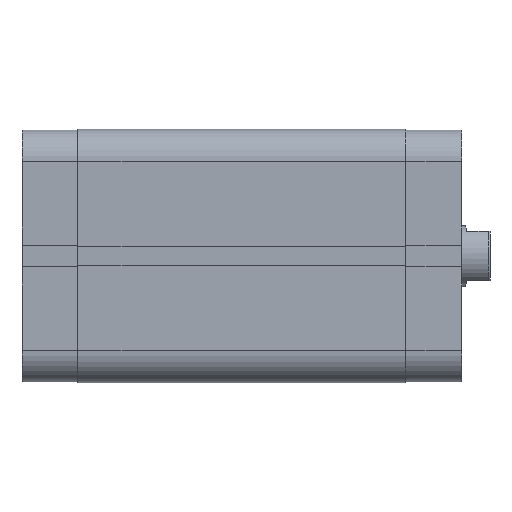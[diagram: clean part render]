
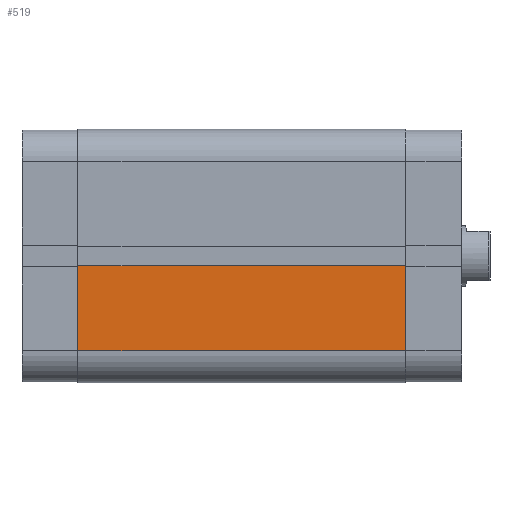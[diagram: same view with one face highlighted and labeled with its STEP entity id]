
A CAD part, front view. The second image highlights one B-rep face of the part: STEP entity #519.
In plain terms, the highlighted planar face has unit normal (0, -1, 0).
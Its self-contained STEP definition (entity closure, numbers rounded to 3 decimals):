
#519 = ADVANCED_FACE ( 'NONE', ( #3119 ), #1261, .F. ) ;
#635 = VERTEX_POINT ( 'NONE', #1667 ) ;
#647 = VERTEX_POINT ( 'NONE', #1679 ) ;
#660 = VERTEX_POINT ( 'NONE', #1692 ) ;
#678 = VERTEX_POINT ( 'NONE', #1710 ) ;
#1260 = CARTESIAN_POINT ( 'NONE',  ( 0., -33.5, 86.5 ) ) ;
#1261 = PLANE ( 'NONE',  #6260 ) ;
#1263 = DIRECTION ( 'NONE',  ( 0., 1., 0. ) ) ;
#1264 = DIRECTION ( 'NONE',  ( 0., 0., 1. ) ) ;
#1667 = CARTESIAN_POINT ( 'NONE',  ( -2.6, -33.5, 86.5 ) ) ;
#1679 = CARTESIAN_POINT ( 'NONE',  ( -25., -33.5, 0. ) ) ;
#1692 = CARTESIAN_POINT ( 'NONE',  ( -25., -33.5, 86.5 ) ) ;
#1710 = CARTESIAN_POINT ( 'NONE',  ( -2.6, -33.5, 0. ) ) ;
#2573 = EDGE_LOOP ( 'NONE', ( #2791, #2790, #2789, #2788 ) ) ;
#2788 = ORIENTED_EDGE ( 'NONE', *, *, #6054, .T. ) ;
#2789 = ORIENTED_EDGE ( 'NONE', *, *, #6047, .F. ) ;
#2790 = ORIENTED_EDGE ( 'NONE', *, *, #6086, .F. ) ;
#2791 = ORIENTED_EDGE ( 'NONE', *, *, #6018, .T. ) ;
#3119 = FACE_OUTER_BOUND ( 'NONE', #2573, .T. ) ;
#4458 = CARTESIAN_POINT ( 'NONE',  ( 0., -33.5, 0. ) ) ;
#4459 = DIRECTION ( 'NONE',  ( 1., 0., 0. ) ) ;
#4534 = CARTESIAN_POINT ( 'NONE',  ( 0., -33.5, 86.5 ) ) ;
#4544 = DIRECTION ( 'NONE',  ( 1., 0., 0. ) ) ;
#4559 = CARTESIAN_POINT ( 'NONE',  ( -25., -33.5, 86.5 ) ) ;
#4560 = DIRECTION ( 'NONE',  ( 0., 0., -1. ) ) ;
#4639 = CARTESIAN_POINT ( 'NONE',  ( -2.6, -33.5, 86.5 ) ) ;
#4640 = DIRECTION ( 'NONE',  ( 0., 0., -1. ) ) ;
#5474 = LINE ( 'NONE', #4458, #5475 ) ;
#5475 = VECTOR ( 'NONE', #4459, 1000. ) ;
#5518 = LINE ( 'NONE', #4534, #5520 ) ;
#5520 = VECTOR ( 'NONE', #4544, 1000. ) ;
#5531 = LINE ( 'NONE', #4559, #5532 ) ;
#5532 = VECTOR ( 'NONE', #4560, 1000. ) ;
#5590 = LINE ( 'NONE', #4639, #5591 ) ;
#5591 = VECTOR ( 'NONE', #4640, 1000. ) ;
#6018 = EDGE_CURVE ( 'NONE', #647, #678, #5474, .T. ) ;
#6047 = EDGE_CURVE ( 'NONE', #660, #635, #5518, .T. ) ;
#6054 = EDGE_CURVE ( 'NONE', #660, #647, #5531, .T. ) ;
#6086 = EDGE_CURVE ( 'NONE', #635, #678, #5590, .T. ) ;
#6260 = AXIS2_PLACEMENT_3D ( 'NONE', #1260, #1263, #1264 ) ;
